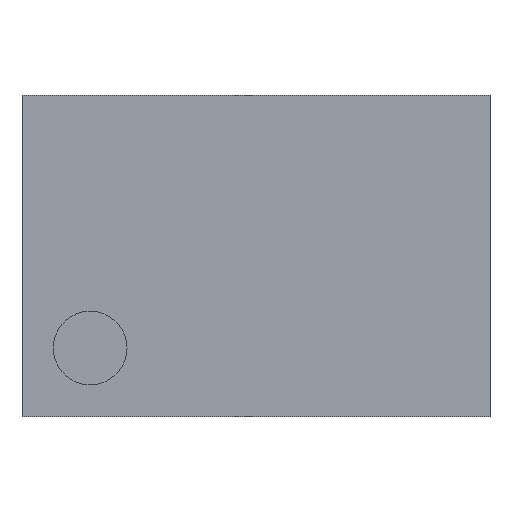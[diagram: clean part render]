
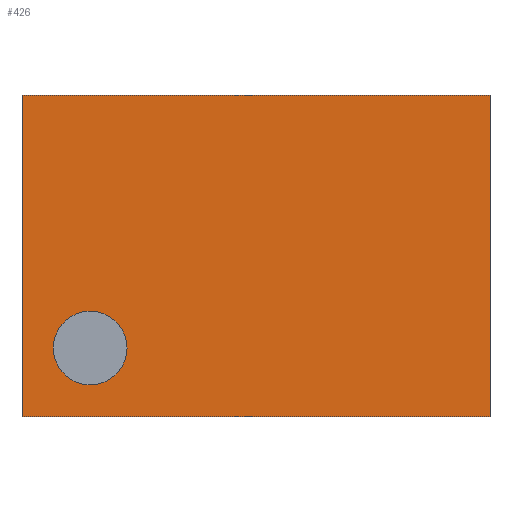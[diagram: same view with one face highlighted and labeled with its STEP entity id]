
A CAD part, top view. The second image highlights one B-rep face of the part: STEP entity #426.
In plain terms, the highlighted planar face has unit normal (0, 0, 1).
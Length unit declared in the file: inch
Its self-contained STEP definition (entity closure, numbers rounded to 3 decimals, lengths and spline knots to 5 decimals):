
#6 = EDGE_CURVE ( 'NONE', #10, #12, #38, .T. ) ;
#10 = VERTEX_POINT ( 'NONE', #57 ) ;
#11 = DIRECTION ( 'NONE',  ( 1., 0., 0. ) ) ;
#12 = VERTEX_POINT ( 'NONE', #220 ) ;
#38 = LINE ( 'NONE', #119, #126 ) ;
#57 = CARTESIAN_POINT ( 'NONE',  ( -0.025, 0.01717, 0.02165 ) ) ;
#58 = CARTESIAN_POINT ( 'NONE',  ( -0.025, -0.01716, 0.02165 ) ) ;
#67 = EDGE_CURVE ( 'NONE', #146, #334, #229, .T. ) ;
#82 = ORIENTED_EDGE ( 'NONE', *, *, #424, .F. ) ;
#97 = VECTOR ( 'NONE', #303, 39.37008 ) ;
#98 = ORIENTED_EDGE ( 'NONE', *, *, #6, .F. ) ;
#117 = EDGE_LOOP ( 'NONE', ( #82, #395, #177, #98 ) ) ;
#119 = CARTESIAN_POINT ( 'NONE',  ( -0.025, 0.01717, 0.02165 ) ) ;
#126 = VECTOR ( 'NONE', #11, 39.37008 ) ;
#146 = VERTEX_POINT ( 'NONE', #421 ) ;
#147 = CARTESIAN_POINT ( 'NONE',  ( -0.025, 0.01717, 0.02165 ) ) ;
#177 = ORIENTED_EDGE ( 'NONE', *, *, #186, .F. ) ;
#179 = DIRECTION ( 'NONE',  ( 0., 0., 1. ) ) ;
#184 = DIRECTION ( 'NONE',  ( -1., 0., 0. ) ) ;
#186 = EDGE_CURVE ( 'NONE', #12, #146, #192, .T. ) ;
#192 = LINE ( 'NONE', #373, #97 ) ;
#201 = FACE_OUTER_BOUND ( 'NONE', #117, .T. ) ;
#202 = VECTOR ( 'NONE', #223, 39.37008 ) ;
#214 = DIRECTION ( 'NONE',  ( 1., 0., 0. ) ) ;
#220 = CARTESIAN_POINT ( 'NONE',  ( 0.025, 0.01717, 0.02165 ) ) ;
#223 = DIRECTION ( 'NONE',  ( 0., 1., 0. ) ) ;
#229 = LINE ( 'NONE', #245, #310 ) ;
#245 = CARTESIAN_POINT ( 'NONE',  ( 0.025, -0.01716, 0.02165 ) ) ;
#274 = LINE ( 'NONE', #58, #202 ) ;
#303 = DIRECTION ( 'NONE',  ( 0., -1., 0. ) ) ;
#310 = VECTOR ( 'NONE', #184, 39.37008 ) ;
#334 = VERTEX_POINT ( 'NONE', #364 ) ;
#364 = CARTESIAN_POINT ( 'NONE',  ( -0.025, -0.01716, 0.02165 ) ) ;
#373 = CARTESIAN_POINT ( 'NONE',  ( 0.025, 0.01717, 0.02165 ) ) ;
#382 = AXIS2_PLACEMENT_3D ( 'NONE', #147, #179, #214 ) ;
#395 = ORIENTED_EDGE ( 'NONE', *, *, #67, .F. ) ;
#421 = CARTESIAN_POINT ( 'NONE',  ( 0.025, -0.01716, 0.02165 ) ) ;
#422 = PLANE ( 'NONE',  #382 ) ;
#424 = EDGE_CURVE ( 'NONE', #334, #10, #274, .T. ) ;
#426 = ADVANCED_FACE ( 'NONE', ( #201 ), #422, .T. ) ;
